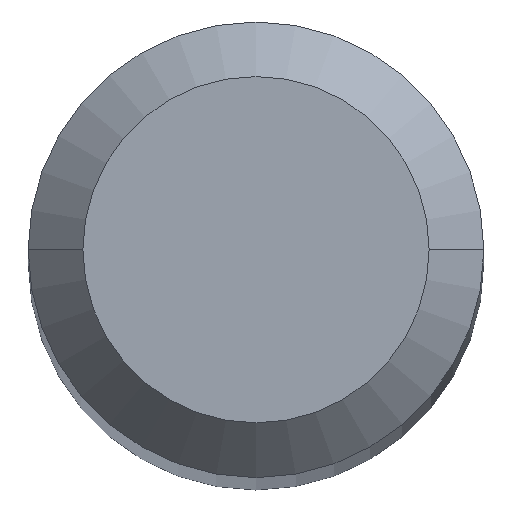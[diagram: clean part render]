
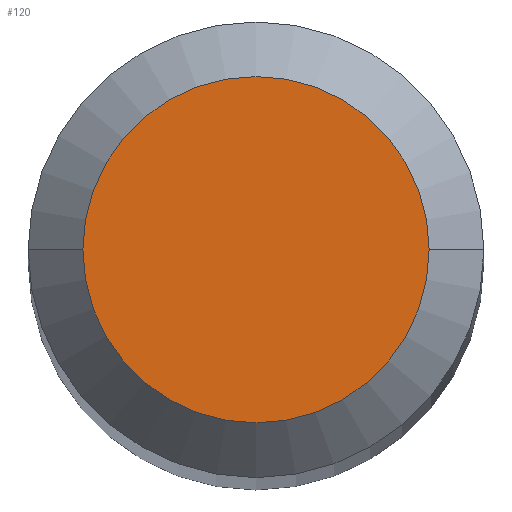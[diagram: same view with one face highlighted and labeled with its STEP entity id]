
A CAD part, top view. The second image highlights one B-rep face of the part: STEP entity #120.
In plain terms, the highlighted planar face has unit normal (0, 0, 1).
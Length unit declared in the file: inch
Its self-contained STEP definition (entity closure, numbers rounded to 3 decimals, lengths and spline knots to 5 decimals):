
#2 = AXIS2_PLACEMENT_3D ( 'NONE', #370, #43, #157 ) ;
#7 = EDGE_CURVE ( 'NONE', #196, #155, #322, .T. ) ;
#9 = DIRECTION ( 'NONE',  ( 1., 0., 0. ) ) ;
#17 = CARTESIAN_POINT ( 'NONE',  ( 0.0475, 0., 0. ) ) ;
#20 = AXIS2_PLACEMENT_3D ( 'NONE', #179, #348, #9 ) ;
#43 = DIRECTION ( 'NONE',  ( 0., 0., 1. ) ) ;
#94 = DIRECTION ( 'NONE',  ( -1., 0., 0. ) ) ;
#101 = AXIS2_PLACEMENT_3D ( 'NONE', #349, #413, #94 ) ;
#120 = ADVANCED_FACE ( 'NONE', ( #251 ), #415, .F. ) ;
#144 = ORIENTED_EDGE ( 'NONE', *, *, #7, .T. ) ;
#155 = VERTEX_POINT ( 'NONE', #17 ) ;
#157 = DIRECTION ( 'NONE',  ( 1., 0., 0. ) ) ;
#179 = CARTESIAN_POINT ( 'NONE',  ( 0., 0., 0. ) ) ;
#194 = EDGE_LOOP ( 'NONE', ( #144, #315 ) ) ;
#196 = VERTEX_POINT ( 'NONE', #448 ) ;
#251 = FACE_OUTER_BOUND ( 'NONE', #194, .T. ) ;
#315 = ORIENTED_EDGE ( 'NONE', *, *, #344, .T. ) ;
#322 = CIRCLE ( 'NONE', #2, 0.0475 ) ;
#344 = EDGE_CURVE ( 'NONE', #155, #196, #427, .T. ) ;
#348 = DIRECTION ( 'NONE',  ( 0., 0., 1. ) ) ;
#349 = CARTESIAN_POINT ( 'NONE',  ( 0., 0.0475, 0. ) ) ;
#370 = CARTESIAN_POINT ( 'NONE',  ( 0., 0., 0. ) ) ;
#413 = DIRECTION ( 'NONE',  ( 0., 0., -1. ) ) ;
#415 = PLANE ( 'NONE',  #101 ) ;
#427 = CIRCLE ( 'NONE', #20, 0.0475 ) ;
#448 = CARTESIAN_POINT ( 'NONE',  ( -0.0475, 0., 0. ) ) ;
